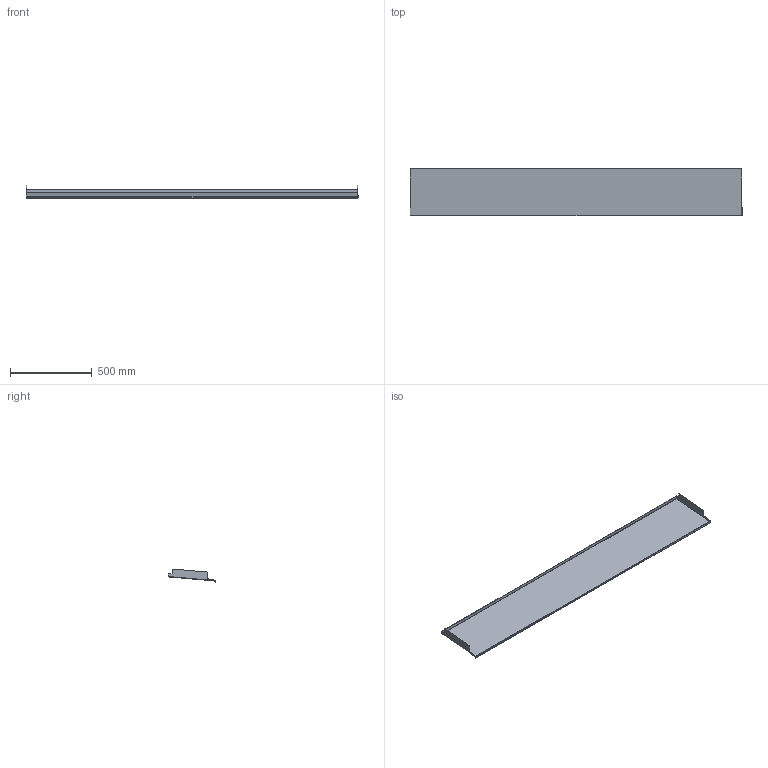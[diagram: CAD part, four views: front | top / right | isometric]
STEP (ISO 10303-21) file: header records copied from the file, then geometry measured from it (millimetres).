
FILE_DESCRIPTION(('FreeCAD Model'),'2;1');
FILE_NAME('Open CASCADE Shape Model','2021-10-06T20:22:05',('Author'),( ''),'Open CASCADE STEP processor 7.5','FreeCAD','Unknown');
FILE_SCHEMA(('AUTOMOTIVE_DESIGN { 1 0 10303 214 1 1 1 1 }'));
Length unit declared in the file: millimetre
Products named in the file (1): Body
Bounding box: 2026.6 x 292.1 x 85.42 mm (x, y, z)
Volume: 1040504.1 mm3; surface area: 1394627.1 mm2
Topology: 1 solids, 1 shells, 82 faces, 180 edges, 96 vertices
Faces by surface type: plane 64, cylinder 18
Entity records: 4547 total; most frequent: CARTESIAN_POINT 785, DIRECTION 731, LINE 472, VECTOR 472, ORIENTED_EDGE 360, PCURVE 360, DEFINITIONAL_REPRESENTATION 360, EDGE_CURVE 180
